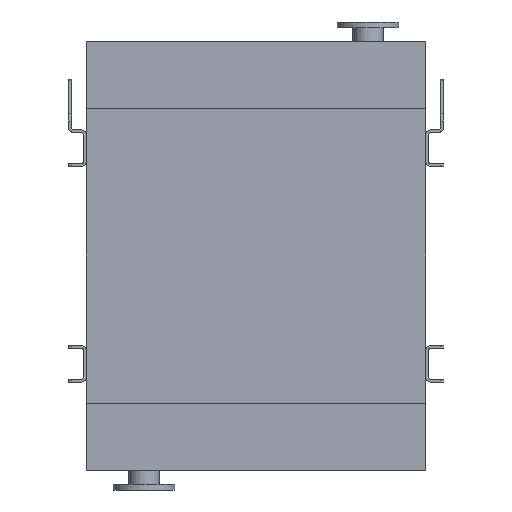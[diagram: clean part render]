
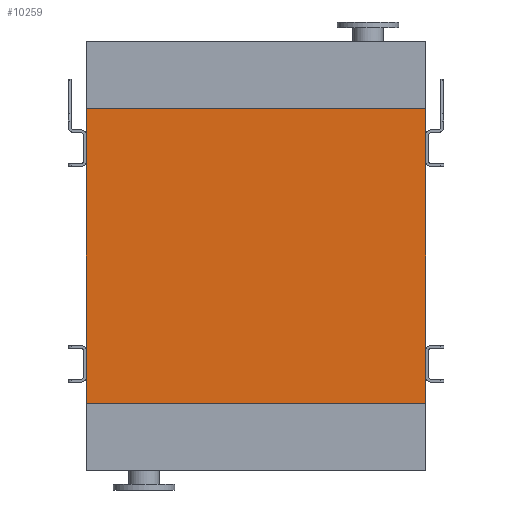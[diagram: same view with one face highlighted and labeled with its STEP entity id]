
A CAD part, front view. The second image highlights one B-rep face of the part: STEP entity #10259.
In plain terms, the highlighted planar face has unit normal (0, -1, 0).
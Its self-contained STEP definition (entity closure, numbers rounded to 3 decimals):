
#64 = VECTOR ( 'NONE', #2937, 1000. ) ;
#379 = EDGE_CURVE ( 'NONE', #8197, #6752, #14274, .T. ) ;
#466 = CARTESIAN_POINT ( 'NONE',  ( -605., 0., 0. ) ) ;
#2356 = VECTOR ( 'NONE', #4022, 1000. ) ;
#2718 = LINE ( 'NONE', #12209, #2356 ) ;
#2937 = DIRECTION ( 'NONE',  ( 0., 0., 1. ) ) ;
#3044 = DIRECTION ( 'NONE',  ( 1., 0., 0. ) ) ;
#3061 = FACE_OUTER_BOUND ( 'NONE', #7893, .T. ) ;
#3063 = VERTEX_POINT ( 'NONE', #466 ) ;
#3086 = CARTESIAN_POINT ( 'NONE',  ( -605., 0., -1050. ) ) ;
#3785 = CARTESIAN_POINT ( 'NONE',  ( 605., 0., 0. ) ) ;
#4022 = DIRECTION ( 'NONE',  ( 1., 0., 0. ) ) ;
#4261 = DIRECTION ( 'NONE',  ( 0., 0., -1. ) ) ;
#5858 = CARTESIAN_POINT ( 'NONE',  ( 605., 0., -1050. ) ) ;
#5921 = EDGE_CURVE ( 'NONE', #10624, #8197, #11175, .T. ) ;
#6230 = ORIENTED_EDGE ( 'NONE', *, *, #11131, .F. ) ;
#6647 = DIRECTION ( 'NONE',  ( 0., 0., 1. ) ) ;
#6752 = VERTEX_POINT ( 'NONE', #3785 ) ;
#7241 = AXIS2_PLACEMENT_3D ( 'NONE', #3086, #11277, #4261 ) ;
#7571 = ORIENTED_EDGE ( 'NONE', *, *, #5921, .T. ) ;
#7633 = ORIENTED_EDGE ( 'NONE', *, *, #379, .T. ) ;
#7893 = EDGE_LOOP ( 'NONE', ( #10339, #6230, #7571, #7633 ) ) ;
#8197 = VERTEX_POINT ( 'NONE', #5858 ) ;
#9159 = EDGE_CURVE ( 'NONE', #3063, #6752, #2718, .T. ) ;
#9955 = CARTESIAN_POINT ( 'NONE',  ( -605., 0., -1050. ) ) ;
#10106 = PLANE ( 'NONE',  #7241 ) ;
#10259 = ADVANCED_FACE ( 'NONE', ( #3061 ), #10106, .T. ) ;
#10339 = ORIENTED_EDGE ( 'NONE', *, *, #9159, .F. ) ;
#10624 = VERTEX_POINT ( 'NONE', #12018 ) ;
#11124 = VECTOR ( 'NONE', #6647, 1000. ) ;
#11131 = EDGE_CURVE ( 'NONE', #10624, #3063, #12192, .T. ) ;
#11175 = LINE ( 'NONE', #11239, #14330 ) ;
#11239 = CARTESIAN_POINT ( 'NONE',  ( -605., 0., -1050. ) ) ;
#11277 = DIRECTION ( 'NONE',  ( 0., -1., 0. ) ) ;
#12018 = CARTESIAN_POINT ( 'NONE',  ( -605., 0., -1050. ) ) ;
#12192 = LINE ( 'NONE', #9955, #64 ) ;
#12209 = CARTESIAN_POINT ( 'NONE',  ( -605., 0., 0. ) ) ;
#13694 = CARTESIAN_POINT ( 'NONE',  ( 605., 0., -1050. ) ) ;
#14274 = LINE ( 'NONE', #13694, #11124 ) ;
#14330 = VECTOR ( 'NONE', #3044, 1000. ) ;
